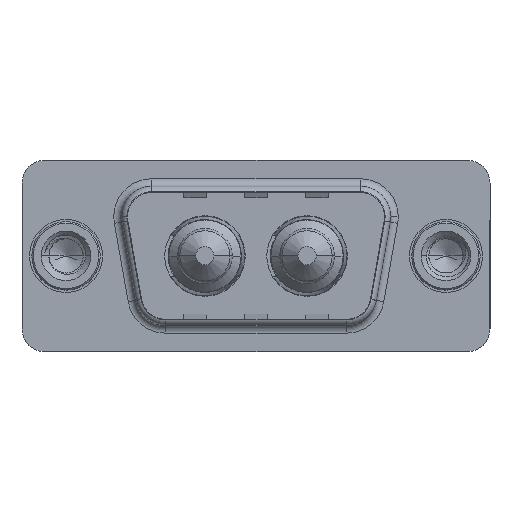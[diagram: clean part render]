
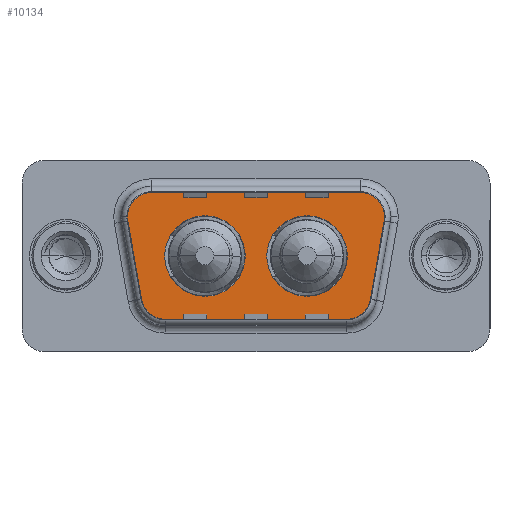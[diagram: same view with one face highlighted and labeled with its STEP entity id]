
A CAD part, top view. The second image highlights one B-rep face of the part: STEP entity #10134.
In plain terms, the highlighted planar face has unit normal (0, 0, 1).
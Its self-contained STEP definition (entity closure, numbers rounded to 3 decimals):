
#191 = PLANE ( 'NONE',  #6763 ) ;
#241 = DIRECTION ( 'NONE',  ( 0., 0., 1. ) ) ;
#324 = VECTOR ( 'NONE', #14943, 1000. ) ;
#558 = VERTEX_POINT ( 'NONE', #12556 ) ;
#638 = CARTESIAN_POINT ( 'NONE',  ( 18.541, -4.9, 0. ) ) ;
#650 = ORIENTED_EDGE ( 'NONE', *, *, #9025, .T. ) ;
#653 = DIRECTION ( 'NONE',  ( 1., 0., 0. ) ) ;
#797 = LINE ( 'NONE', #12857, #2812 ) ;
#978 = CIRCLE ( 'NONE', #3353, 2. ) ;
#1269 = DIRECTION ( 'NONE',  ( 0.174, -0.985, 0. ) ) ;
#1284 = VECTOR ( 'NONE', #1269, 1000. ) ;
#1538 = CARTESIAN_POINT ( 'NONE',  ( 6.459, -4.9, 0. ) ) ;
#1960 = AXIS2_PLACEMENT_3D ( 'NONE', #7245, #241, #8423 ) ;
#2193 = DIRECTION ( 'NONE',  ( 0., 0., 1. ) ) ;
#2284 = VERTEX_POINT ( 'NONE', #2354 ) ;
#2354 = CARTESIAN_POINT ( 'NONE',  ( 21.564, 2.9, 0. ) ) ;
#2355 = CARTESIAN_POINT ( 'NONE',  ( 6.459, -4.9, 0. ) ) ;
#2366 = EDGE_CURVE ( 'NONE', #7644, #12139, #978, .T. ) ;
#2507 = CARTESIAN_POINT ( 'NONE',  ( 9.14, 0., 0. ) ) ;
#2595 = DIRECTION ( 'NONE',  ( 0., 0., 1. ) ) ;
#2665 = CARTESIAN_POINT ( 'NONE',  ( 13.21, 0., 0. ) ) ;
#2742 = VERTEX_POINT ( 'NONE', #3588 ) ;
#2794 = ORIENTED_EDGE ( 'NONE', *, *, #2366, .T. ) ;
#2812 = VECTOR ( 'NONE', #4802, 1000. ) ;
#2864 = ORIENTED_EDGE ( 'NONE', *, *, #5188, .T. ) ;
#3353 = AXIS2_PLACEMENT_3D ( 'NONE', #5848, #5798, #12560 ) ;
#3526 = EDGE_CURVE ( 'NONE', #5302, #7644, #11327, .T. ) ;
#3588 = CARTESIAN_POINT ( 'NONE',  ( 21.534, 2.553, 0. ) ) ;
#3678 = DIRECTION ( 'NONE',  ( 1., 0., 0. ) ) ;
#3808 = LINE ( 'NONE', #4156, #324 ) ;
#3892 = CIRCLE ( 'NONE', #4879, 2.65 ) ;
#3960 = VERTEX_POINT ( 'NONE', #10595 ) ;
#4000 = DIRECTION ( 'NONE',  ( 0., 0., 1. ) ) ;
#4156 = CARTESIAN_POINT ( 'NONE',  ( 21.534, 2.553, 0. ) ) ;
#4331 = AXIS2_PLACEMENT_3D ( 'NONE', #9189, #2193, #10322 ) ;
#4342 = CARTESIAN_POINT ( 'NONE',  ( 4.489, -3.247, 0. ) ) ;
#4422 = LINE ( 'NONE', #9459, #1284 ) ;
#4438 = CARTESIAN_POINT ( 'NONE',  ( 9.14, 0., 0. ) ) ;
#4477 = CARTESIAN_POINT ( 'NONE',  ( 19.564, 2.9, 0. ) ) ;
#4802 = DIRECTION ( 'NONE',  ( -1., 0., 0. ) ) ;
#4879 = AXIS2_PLACEMENT_3D ( 'NONE', #4438, #12550, #5644 ) ;
#5188 = EDGE_CURVE ( 'NONE', #12139, #2742, #3808, .T. ) ;
#5302 = VERTEX_POINT ( 'NONE', #2355 ) ;
#5377 = ORIENTED_EDGE ( 'NONE', *, *, #12589, .F. ) ;
#5380 = CIRCLE ( 'NONE', #11689, 2. ) ;
#5644 = DIRECTION ( 'NONE',  ( 1., 0., 0. ) ) ;
#5682 = DIRECTION ( 'NONE',  ( -1., 0., 0. ) ) ;
#5767 = VERTEX_POINT ( 'NONE', #12481 ) ;
#5798 = DIRECTION ( 'NONE',  ( 0., 0., 1. ) ) ;
#5848 = CARTESIAN_POINT ( 'NONE',  ( 18.541, -2.9, 0. ) ) ;
#6026 = DIRECTION ( 'NONE',  ( 0., 0., 1. ) ) ;
#6381 = EDGE_LOOP ( 'NONE', ( #12059, #5377 ) ) ;
#6496 = AXIS2_PLACEMENT_3D ( 'NONE', #14605, #7670, #653 ) ;
#6696 = EDGE_CURVE ( 'NONE', #9273, #12241, #8711, .T. ) ;
#6733 = EDGE_LOOP ( 'NONE', ( #2794, #2864, #7612, #650, #14682, #10496, #12336, #10873, #9787 ) ) ;
#6763 = AXIS2_PLACEMENT_3D ( 'NONE', #9580, #2595, #10731 ) ;
#6877 = CIRCLE ( 'NONE', #14387, 2. ) ;
#7245 = CARTESIAN_POINT ( 'NONE',  ( 6.459, -2.9, 0. ) ) ;
#7612 = ORIENTED_EDGE ( 'NONE', *, *, #11750, .T. ) ;
#7644 = VERTEX_POINT ( 'NONE', #638 ) ;
#7670 = DIRECTION ( 'NONE',  ( 0., 0., 1. ) ) ;
#8423 = DIRECTION ( 'NONE',  ( -1., 0., 0. ) ) ;
#8527 = VERTEX_POINT ( 'NONE', #4342 ) ;
#8546 = CARTESIAN_POINT ( 'NONE',  ( 20.511, -3.247, 0. ) ) ;
#8711 = CIRCLE ( 'NONE', #12937, 2.65 ) ;
#8924 = VERTEX_POINT ( 'NONE', #13619 ) ;
#9025 = EDGE_CURVE ( 'NONE', #2284, #13092, #6877, .T. ) ;
#9189 = CARTESIAN_POINT ( 'NONE',  ( 15.86, 0., 0. ) ) ;
#9273 = VERTEX_POINT ( 'NONE', #2665 ) ;
#9459 = CARTESIAN_POINT ( 'NONE',  ( 3.466, 2.553, 0. ) ) ;
#9580 = CARTESIAN_POINT ( 'NONE',  ( 18.541, -2.9, 0. ) ) ;
#9787 = ORIENTED_EDGE ( 'NONE', *, *, #3526, .T. ) ;
#10060 = EDGE_CURVE ( 'NONE', #13092, #3960, #797, .T. ) ;
#10134 = ADVANCED_FACE ( 'NONE', ( #14816, #11382, #14450 ), #191, .T. ) ;
#10322 = DIRECTION ( 'NONE',  ( 1., 0., 0. ) ) ;
#10496 = ORIENTED_EDGE ( 'NONE', *, *, #14426, .T. ) ;
#10539 = EDGE_CURVE ( 'NONE', #558, #8924, #3892, .T. ) ;
#10595 = CARTESIAN_POINT ( 'NONE',  ( 5.436, 4.9, 0. ) ) ;
#10632 = DIRECTION ( 'NONE',  ( 0., 0., 1. ) ) ;
#10666 = CARTESIAN_POINT ( 'NONE',  ( 19.564, 4.9, 0. ) ) ;
#10731 = DIRECTION ( 'NONE',  ( 1., 0., 0. ) ) ;
#10873 = ORIENTED_EDGE ( 'NONE', *, *, #12660, .T. ) ;
#10965 = CIRCLE ( 'NONE', #12373, 2.65 ) ;
#10968 = CARTESIAN_POINT ( 'NONE',  ( 19.564, 2.9, 0. ) ) ;
#11033 = ORIENTED_EDGE ( 'NONE', *, *, #14827, .F. ) ;
#11327 = LINE ( 'NONE', #1538, #14386 ) ;
#11382 = FACE_BOUND ( 'NONE', #6381, .T. ) ;
#11689 = AXIS2_PLACEMENT_3D ( 'NONE', #10968, #4000, #12127 ) ;
#11750 = EDGE_CURVE ( 'NONE', #2742, #2284, #5380, .T. ) ;
#12059 = ORIENTED_EDGE ( 'NONE', *, *, #10539, .F. ) ;
#12127 = DIRECTION ( 'NONE',  ( -1., 0., 0. ) ) ;
#12139 = VERTEX_POINT ( 'NONE', #8546 ) ;
#12241 = VERTEX_POINT ( 'NONE', #13339 ) ;
#12336 = ORIENTED_EDGE ( 'NONE', *, *, #14125, .T. ) ;
#12373 = AXIS2_PLACEMENT_3D ( 'NONE', #2507, #10632, #3678 ) ;
#12481 = CARTESIAN_POINT ( 'NONE',  ( 3.466, 2.553, 0. ) ) ;
#12550 = DIRECTION ( 'NONE',  ( 0., 0., 1. ) ) ;
#12556 = CARTESIAN_POINT ( 'NONE',  ( 11.79, 0., 0. ) ) ;
#12560 = DIRECTION ( 'NONE',  ( 1., 0., 0. ) ) ;
#12584 = DIRECTION ( 'NONE',  ( 0., 0., 1. ) ) ;
#12589 = EDGE_CURVE ( 'NONE', #8924, #558, #10965, .T. ) ;
#12660 = EDGE_CURVE ( 'NONE', #8527, #5302, #13529, .T. ) ;
#12857 = CARTESIAN_POINT ( 'NONE',  ( 5.436, 4.9, 0. ) ) ;
#12918 = CARTESIAN_POINT ( 'NONE',  ( 15.86, 0., 0. ) ) ;
#12937 = AXIS2_PLACEMENT_3D ( 'NONE', #12918, #6026, #14094 ) ;
#13092 = VERTEX_POINT ( 'NONE', #10666 ) ;
#13339 = CARTESIAN_POINT ( 'NONE',  ( 18.51, 0., 0. ) ) ;
#13486 = CIRCLE ( 'NONE', #6496, 2. ) ;
#13529 = CIRCLE ( 'NONE', #1960, 2. ) ;
#13619 = CARTESIAN_POINT ( 'NONE',  ( 6.49, 0., 0. ) ) ;
#13908 = EDGE_LOOP ( 'NONE', ( #11033, #14260 ) ) ;
#13976 = DIRECTION ( 'NONE',  ( 1., 0., 0. ) ) ;
#14094 = DIRECTION ( 'NONE',  ( 1., 0., 0. ) ) ;
#14125 = EDGE_CURVE ( 'NONE', #5767, #8527, #4422, .T. ) ;
#14260 = ORIENTED_EDGE ( 'NONE', *, *, #6696, .F. ) ;
#14386 = VECTOR ( 'NONE', #13976, 1000. ) ;
#14387 = AXIS2_PLACEMENT_3D ( 'NONE', #4477, #12584, #5682 ) ;
#14426 = EDGE_CURVE ( 'NONE', #3960, #5767, #13486, .T. ) ;
#14450 = FACE_OUTER_BOUND ( 'NONE', #6733, .T. ) ;
#14567 = CIRCLE ( 'NONE', #4331, 2.65 ) ;
#14605 = CARTESIAN_POINT ( 'NONE',  ( 5.436, 2.9, 0. ) ) ;
#14682 = ORIENTED_EDGE ( 'NONE', *, *, #10060, .T. ) ;
#14816 = FACE_BOUND ( 'NONE', #13908, .T. ) ;
#14827 = EDGE_CURVE ( 'NONE', #12241, #9273, #14567, .T. ) ;
#14943 = DIRECTION ( 'NONE',  ( 0.174, 0.985, 0. ) ) ;
